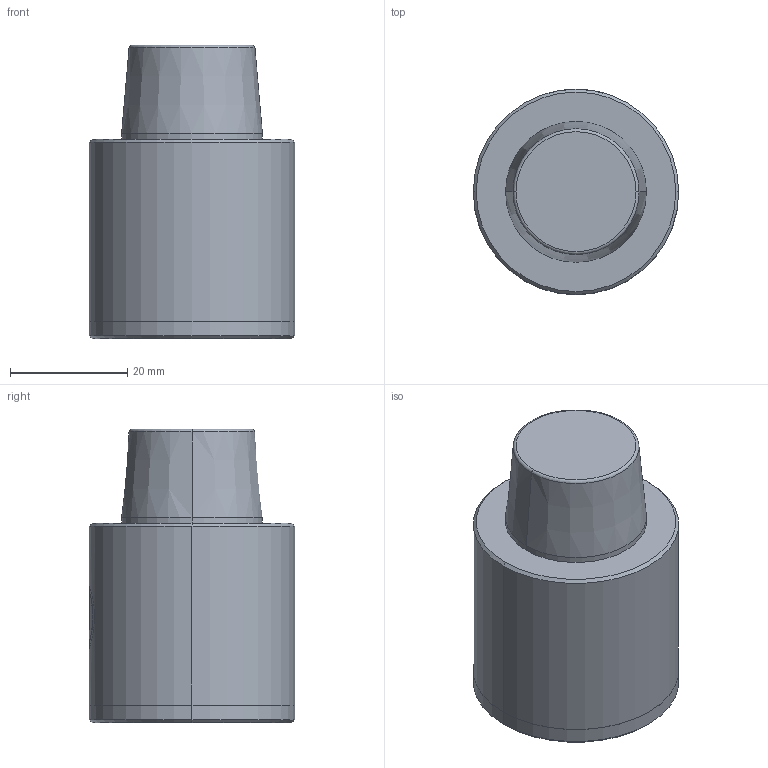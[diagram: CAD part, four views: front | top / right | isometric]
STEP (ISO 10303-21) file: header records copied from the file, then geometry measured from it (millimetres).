
FILE_DESCRIPTION (( 'STEP AP214' ), '1' );
FILE_NAME ('VBD-D35-A5.step', '2024-12-28T08:10:22', ( '' ), ( '' ), 'SwSTEP 2.0', 'SolidWorks 2016', '' );
FILE_SCHEMA (( 'AUTOMOTIVE_DESIGN' ));
Length unit declared in the file: millimetre
Products named in the file (1): VBD-D35-A5
Bounding box: 35 x 35 x 50 mm (x, y, z)
Volume: 36828.8 mm3; surface area: 7535.2 mm2
Topology: 1 solids, 1 shells, 40 faces, 90 edges, 55 vertices
Faces by surface type: cylinder 16, plane 12, cone 10, torus 2
Entity records: 1414 total; most frequent: CARTESIAN_POINT 482, DIRECTION 186, ORIENTED_EDGE 176, EDGE_CURVE 88, AXIS2_PLACEMENT_3D 73, VERTEX_POINT 55, EDGE_LOOP 45, FACE_OUTER_BOUND 40
